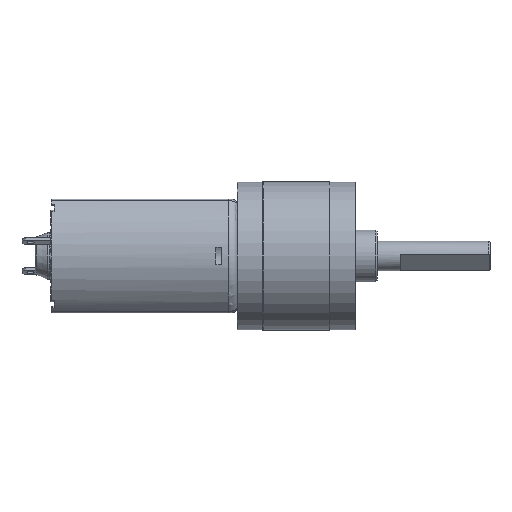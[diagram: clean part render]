
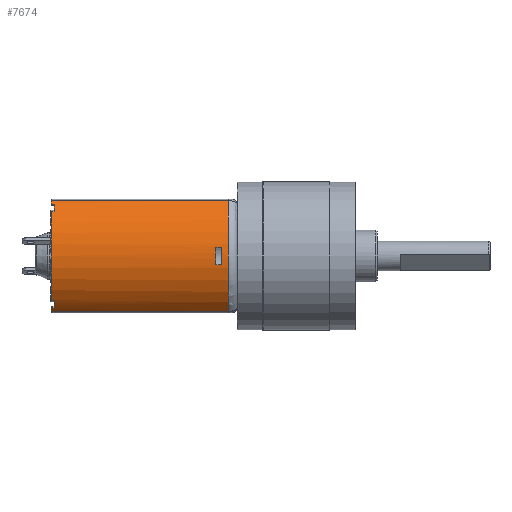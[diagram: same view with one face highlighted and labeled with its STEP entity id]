
A CAD part, left-side view. The second image highlights one B-rep face of the part: STEP entity #7674.
In plain terms, the highlighted cylindrical face has radius 10.05 mm (diameter 20.1 mm), a partial arc.
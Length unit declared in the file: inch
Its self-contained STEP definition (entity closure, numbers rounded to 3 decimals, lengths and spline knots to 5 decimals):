
#202=FACE_BOUND('',#1088,.T.);
#628=FACE_OUTER_BOUND('',#1087,.T.);
#1087=EDGE_LOOP('',(#6524,#6525,#6526,#6527,#6528,#6529,#6530,#6531,#6532,
#6533,#6534,#6535));
#1088=EDGE_LOOP('',(#6536,#6537,#6538,#6539));
#1202=CIRCLE('',#7982,0.39567);
#1440=CIRCLE('',#8376,0.39567);
#1441=CIRCLE('',#8380,0.39567);
#1442=CIRCLE('',#8383,0.39567);
#1444=CIRCLE('',#8387,0.39567);
#1448=CIRCLE('',#8393,0.39567);
#1453=CIRCLE('',#8403,0.39567);
#1461=CIRCLE('',#8421,0.39567);
#2265=LINE('',#31118,#2653);
#2267=LINE('',#31123,#2655);
#2271=LINE('',#31132,#2659);
#2273=LINE('',#31138,#2661);
#2274=LINE('',#31150,#2662);
#2275=LINE('',#31151,#2663);
#2276=LINE('',#31158,#2664);
#2291=LINE('',#31209,#2679);
#2653=VECTOR('',#10078,39.37008);
#2655=VECTOR('',#10082,39.37008);
#2659=VECTOR('',#10092,39.37008);
#2661=VECTOR('',#10100,39.37008);
#2662=VECTOR('',#10115,39.37008);
#2663=VECTOR('',#10116,39.37008);
#2664=VECTOR('',#10125,39.37008);
#2679=VECTOR('',#10196,39.37008);
#3147=VERTEX_POINT('',#23660);
#3148=VERTEX_POINT('',#23671);
#3435=VERTEX_POINT('',#31110);
#3436=VERTEX_POINT('',#31111);
#3437=VERTEX_POINT('',#31116);
#3438=VERTEX_POINT('',#31120);
#3439=VERTEX_POINT('',#31122);
#3440=VERTEX_POINT('',#31126);
#3441=VERTEX_POINT('',#31130);
#3442=VERTEX_POINT('',#31134);
#3443=VERTEX_POINT('',#31140);
#3444=VERTEX_POINT('',#31142);
#3445=VERTEX_POINT('',#31146);
#3446=VERTEX_POINT('',#31148);
#3447=VERTEX_POINT('',#31155);
#3455=VERTEX_POINT('',#31202);
#4093=EDGE_CURVE('',#3148,#3147,#1202,.T.);
#4534=EDGE_CURVE('',#3435,#3436,#1440,.T.);
#4538=EDGE_CURVE('',#3435,#3437,#2265,.T.);
#4540=EDGE_CURVE('',#3439,#3438,#2267,.T.);
#4542=EDGE_CURVE('',#3439,#3440,#1441,.T.);
#4545=EDGE_CURVE('',#3440,#3441,#2271,.T.);
#4546=EDGE_CURVE('',#3441,#3442,#1442,.T.);
#4548=EDGE_CURVE('',#3436,#3442,#2273,.T.);
#4550=EDGE_CURVE('',#3444,#3443,#1444,.T.);
#4554=EDGE_CURVE('',#3446,#3443,#2274,.T.);
#4555=EDGE_CURVE('',#3445,#3444,#2275,.T.);
#4556=EDGE_CURVE('',#3446,#3445,#1448,.T.);
#4558=EDGE_CURVE('',#3147,#3447,#2276,.T.);
#4567=EDGE_CURVE('',#3437,#3447,#1453,.T.);
#4583=EDGE_CURVE('',#3455,#3438,#1461,.T.);
#4586=EDGE_CURVE('',#3455,#3148,#2291,.T.);
#6524=ORIENTED_EDGE('',*,*,#4548,.T.);
#6525=ORIENTED_EDGE('',*,*,#4546,.F.);
#6526=ORIENTED_EDGE('',*,*,#4545,.F.);
#6527=ORIENTED_EDGE('',*,*,#4542,.F.);
#6528=ORIENTED_EDGE('',*,*,#4540,.T.);
#6529=ORIENTED_EDGE('',*,*,#4583,.F.);
#6530=ORIENTED_EDGE('',*,*,#4586,.T.);
#6531=ORIENTED_EDGE('',*,*,#4093,.T.);
#6532=ORIENTED_EDGE('',*,*,#4558,.T.);
#6533=ORIENTED_EDGE('',*,*,#4567,.F.);
#6534=ORIENTED_EDGE('',*,*,#4538,.F.);
#6535=ORIENTED_EDGE('',*,*,#4534,.T.);
#6536=ORIENTED_EDGE('',*,*,#4556,.T.);
#6537=ORIENTED_EDGE('',*,*,#4555,.T.);
#6538=ORIENTED_EDGE('',*,*,#4550,.T.);
#6539=ORIENTED_EDGE('',*,*,#4554,.F.);
#7287=CYLINDRICAL_SURFACE('',#8424,0.39567);
#7674=ADVANCED_FACE('',(#628,#202),#7287,.T.);
#7982=AXIS2_PLACEMENT_3D('',#23672,#9143,#9144);
#8376=AXIS2_PLACEMENT_3D('',#31112,#10071,#10072);
#8380=AXIS2_PLACEMENT_3D('',#31127,#10086,#10087);
#8383=AXIS2_PLACEMENT_3D('',#31135,#10095,#10096);
#8387=AXIS2_PLACEMENT_3D('',#31143,#10105,#10106);
#8393=AXIS2_PLACEMENT_3D('',#31153,#10119,#10120);
#8403=AXIS2_PLACEMENT_3D('',#31174,#10145,#10146);
#8421=AXIS2_PLACEMENT_3D('',#31204,#10189,#10190);
#8424=AXIS2_PLACEMENT_3D('',#31210,#10197,#10198);
#9143=DIRECTION('center_axis',(0.,1.,0.));
#9144=DIRECTION('ref_axis',(-1.,0.,0.));
#10071=DIRECTION('center_axis',(0.,-1.,0.));
#10072=DIRECTION('ref_axis',(1.,0.,0.));
#10078=DIRECTION('',(0.,1.,0.));
#10082=DIRECTION('',(0.,1.,0.));
#10086=DIRECTION('center_axis',(0.,1.,0.));
#10087=DIRECTION('ref_axis',(1.,0.,0.));
#10092=DIRECTION('',(0.,1.,0.));
#10095=DIRECTION('center_axis',(0.,1.,0.));
#10096=DIRECTION('ref_axis',(-1.,0.,0.));
#10100=DIRECTION('',(0.,1.,0.));
#10105=DIRECTION('center_axis',(0.,-1.,0.));
#10106=DIRECTION('ref_axis',(1.,0.,0.));
#10115=DIRECTION('',(0.,-1.,0.));
#10116=DIRECTION('',(0.,-1.,0.));
#10119=DIRECTION('center_axis',(0.,1.,0.));
#10120=DIRECTION('ref_axis',(-1.,0.,0.));
#10125=DIRECTION('',(0.,1.,0.));
#10145=DIRECTION('center_axis',(0.,1.,0.));
#10146=DIRECTION('ref_axis',(-1.,0.,0.));
#10189=DIRECTION('center_axis',(0.,1.,0.));
#10190=DIRECTION('ref_axis',(-1.,0.,0.));
#10196=DIRECTION('',(0.,-1.,0.));
#10197=DIRECTION('center_axis',(0.,-1.,0.));
#10198=DIRECTION('ref_axis',(-1.,0.,0.));
#23660=CARTESIAN_POINT('',(-1.0555,-1.4874,-1.0765));
#23671=CARTESIAN_POINT('',(-1.0555,-1.4874,-1.66209));
#23672=CARTESIAN_POINT('Origin',(-0.78937,-1.4874,-1.36929));
#31110=CARTESIAN_POINT('',(-1.0761,-0.56654,-1.09664));
#31111=CARTESIAN_POINT('',(-1.10843,-0.56654,-1.1353));
#31112=CARTESIAN_POINT('Origin',(-0.78937,-0.56654,
-1.36929));
#31116=CARTESIAN_POINT('',(-1.0761,-0.55079,-1.09664));
#31118=CARTESIAN_POINT('',(-1.0761,-0.56654,-1.09664));
#31120=CARTESIAN_POINT('',(-1.0761,-0.55079,-1.64194));
#31122=CARTESIAN_POINT('',(-1.0761,-0.56654,-1.64194));
#31123=CARTESIAN_POINT('',(-1.0761,-0.56654,-1.64194));
#31126=CARTESIAN_POINT('',(-1.10843,-0.56654,-1.60329));
#31127=CARTESIAN_POINT('Origin',(-0.78937,-0.56654,
-1.36929));
#31130=CARTESIAN_POINT('',(-1.10843,-0.55079,-1.60329));
#31132=CARTESIAN_POINT('',(-1.10843,-0.56654,-1.60329));
#31134=CARTESIAN_POINT('',(-1.10843,-0.55079,-1.1353));
#31135=CARTESIAN_POINT('Origin',(-0.78937,-0.55079,
-1.36929));
#31138=CARTESIAN_POINT('',(-1.10843,-0.56654,-1.1353));
#31140=CARTESIAN_POINT('',(-1.18221,-1.45197,-1.41654));
#31142=CARTESIAN_POINT('',(-1.18221,-1.45197,-1.32205));
#31143=CARTESIAN_POINT('Origin',(-0.78937,-1.45197,-1.36929));
#31146=CARTESIAN_POINT('',(-1.18221,-1.42047,-1.32205));
#31148=CARTESIAN_POINT('',(-1.18221,-1.42047,-1.41654));
#31150=CARTESIAN_POINT('',(-1.18221,-1.32235,-1.41654));
#31151=CARTESIAN_POINT('',(-1.18221,-1.32235,-1.32205));
#31153=CARTESIAN_POINT('Origin',(-0.78937,-1.42047,-1.36929));
#31155=CARTESIAN_POINT('',(-1.0555,-0.55079,-1.0765));
#31158=CARTESIAN_POINT('',(-1.0555,-0.55079,-1.0765));
#31174=CARTESIAN_POINT('Origin',(-0.78937,-0.55079,
-1.36929));
#31202=CARTESIAN_POINT('',(-1.0555,-0.55079,-1.66209));
#31204=CARTESIAN_POINT('Origin',(-0.78937,-0.55079,
-1.36929));
#31209=CARTESIAN_POINT('',(-1.0555,-0.55079,-1.66209));
#31210=CARTESIAN_POINT('Origin',(-0.78937,-0.55079,
-1.36929));
